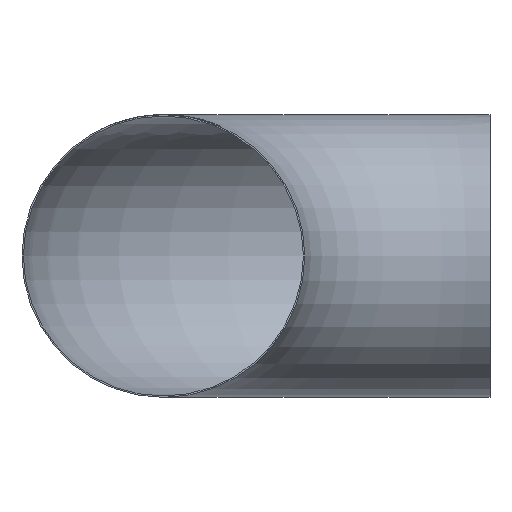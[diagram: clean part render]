
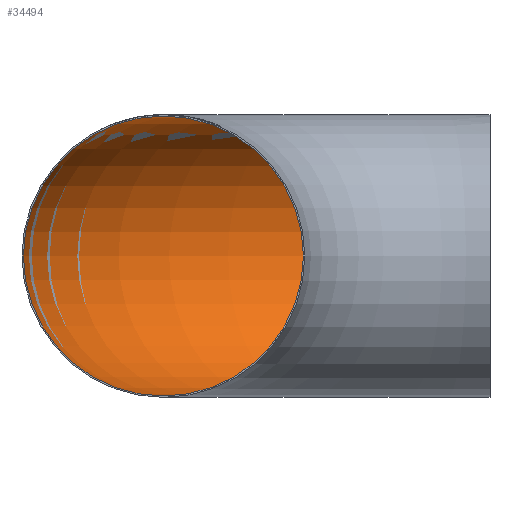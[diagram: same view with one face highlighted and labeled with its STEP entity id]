
A CAD part, front view. The second image highlights one B-rep face of the part: STEP entity #34494.
In plain terms, the highlighted toroidal (fillet/blend) face has major radius 700 mm and minor radius 300 mm.
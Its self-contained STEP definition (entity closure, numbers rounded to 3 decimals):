
#1093 = DIRECTION ( 'NONE',  ( 0., 0., -1. ) ) ;
#2397 = AXIS2_PLACEMENT_3D ( 'NONE', #32978, #1093, #40607 ) ;
#2800 = DIRECTION ( 'NONE',  ( 1., 0., 0. ) ) ;
#3031 = VERTEX_POINT ( 'NONE', #41863 ) ;
#4750 = ORIENTED_EDGE ( 'NONE', *, *, #7660, .T. ) ;
#7660 = EDGE_CURVE ( 'NONE', #3031, #3031, #16484, .T. ) ;
#9845 = AXIS2_PLACEMENT_3D ( 'NONE', #44873, #2800, #23598 ) ;
#11172 = AXIS2_PLACEMENT_3D ( 'NONE', #33495, #11769, #29549 ) ;
#11769 = DIRECTION ( 'NONE',  ( 0., 1., 0. ) ) ;
#12719 = TOROIDAL_SURFACE ( 'NONE', #2397, 700., 300. ) ;
#15652 = ORIENTED_EDGE ( 'NONE', *, *, #41348, .F. ) ;
#16484 = CIRCLE ( 'NONE', #9845, 300. ) ;
#18194 = EDGE_LOOP ( 'NONE', ( #15652 ) ) ;
#19328 = FACE_OUTER_BOUND ( 'NONE', #38627, .T. ) ;
#19900 = CARTESIAN_POINT ( 'NONE',  ( -700., 0., 300. ) ) ;
#22804 = FACE_OUTER_BOUND ( 'NONE', #18194, .T. ) ;
#23598 = DIRECTION ( 'NONE',  ( 0., 1., 0. ) ) ;
#29549 = DIRECTION ( 'NONE',  ( 0., 0., 1. ) ) ;
#31093 = CIRCLE ( 'NONE', #11172, 300. ) ;
#32978 = CARTESIAN_POINT ( 'NONE',  ( 0., 0., 0. ) ) ;
#33495 = CARTESIAN_POINT ( 'NONE',  ( -700., 0., 0. ) ) ;
#34494 = ADVANCED_FACE ( 'NONE', ( #19328, #22804 ), #12719, .F. ) ;
#38373 = VERTEX_POINT ( 'NONE', #19900 ) ;
#38627 = EDGE_LOOP ( 'NONE', ( #4750 ) ) ;
#40607 = DIRECTION ( 'NONE',  ( -1., 0., 0. ) ) ;
#41348 = EDGE_CURVE ( 'NONE', #38373, #38373, #31093, .T. ) ;
#41863 = CARTESIAN_POINT ( 'NONE',  ( 0., 1000., 0. ) ) ;
#44873 = CARTESIAN_POINT ( 'NONE',  ( 0., 700., 0. ) ) ;
